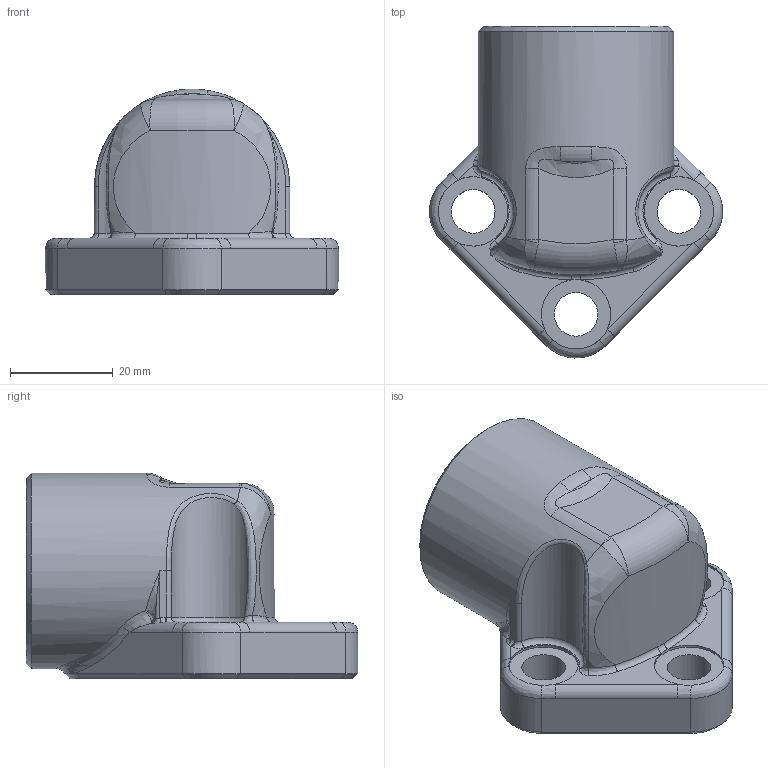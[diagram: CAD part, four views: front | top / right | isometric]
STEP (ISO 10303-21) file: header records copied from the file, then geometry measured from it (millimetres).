
FILE_DESCRIPTION(/* description */ ('Unknown'),/* implementation_level */ '2;1');
FILE_NAME(/* name */ 'AF.01550-001',/* time_stamp */ '2023-07-24T09:38:04+02:00',/* author */ ('Unknown'),/* organization */ ('Unknown'),/* preprocessor_version */ 'ST-DEVELOPER v18.102',/* originating_system */ 'Solid Edge',/* authorisation */ 'Unknown');
FILE_SCHEMA (('AUTOMOTIVE_DESIGN {1 0 10303 214 3 1 1}'));
Length unit declared in the file: millimetre
Products named in the file (2): AF; AF.01550
Assembly tree (1 placements, depth 2):
  AF
    AF.01550
Bounding box: 57 x 64.5 x 40 mm (x, y, z)
Volume: 41612.9 mm3; surface area: 14165.6 mm2
Topology: 1 solids, 1 shells, 119 faces, 286 edges, 165 vertices
Faces by surface type: bspline 39, cylinder 36, plane 20, torus 12, cone 10, sphere 2
Full cylindrical faces by diameter (mm): 8.5 x3, 13.5 x3, 19 x2, 22 x1, 24.5 x1, 29 x1, 38 x1
Entity records: 5443 total; most frequent: CARTESIAN_POINT 3177, ORIENTED_EDGE 504, DIRECTION 334, EDGE_CURVE 252, VERTEX_POINT 157, EDGE_LOOP 147, FACE_BOUND 147, AXIS2_PLACEMENT_3D 143
